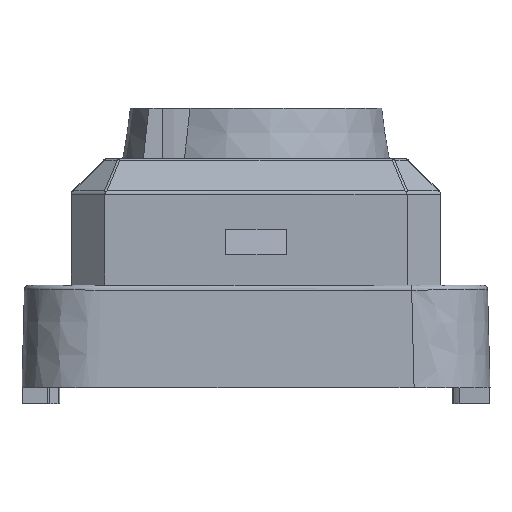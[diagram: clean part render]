
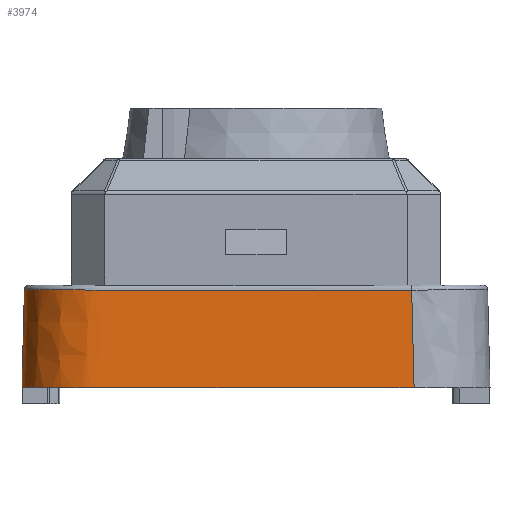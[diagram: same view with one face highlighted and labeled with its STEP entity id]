
A CAD part, front view. The second image highlights one B-rep face of the part: STEP entity #3974.
In plain terms, the highlighted free-form (B-spline) face has degree [3, 3] with [10, 4] control points.
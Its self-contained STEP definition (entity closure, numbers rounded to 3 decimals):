
#56=ELLIPSE('',#4395,0.201,0.2);
#322=CIRCLE('',#4399,2128.637);
#394=B_SPLINE_CURVE_WITH_KNOTS('',3,(#7694,#7695,#7696,#7697,#7698,#7699,
#7700,#7701),.UNSPECIFIED.,.F.,.F.,(4,1,1,1,1,4),(-1.23,-1.169,
-1.108,-0.985,-0.739,0.),
 .UNSPECIFIED.);
#397=B_SPLINE_CURVE_WITH_KNOTS('',3,(#7736,#7737,#7738,#7739,#7740,#7741,
#7742,#7743,#7744,#7745),.UNSPECIFIED.,.F.,.F.,(4,3,3,4),(-2.134,
-1.693,-1.668,-1.668),.UNSPECIFIED.);
#398=B_SPLINE_CURVE_WITH_KNOTS('',3,(#7746,#7747,#7748,#7749,#7750,#7751,
#7752,#7753,#7754,#7755,#7756),.UNSPECIFIED.,.F.,.F.,(4,2,1,1,1,2,4),(-1.668,
-1.668,-1.646,-1.58,-1.493,
-1.231,-1.23),.UNSPECIFIED.);
#403=B_SPLINE_CURVE_WITH_KNOTS('',3,(#7977,#7978,#7979,#7980,#7981,#7982,
#7983,#7984,#7985,#7986),.UNSPECIFIED.,.F.,.F.,(4,2,1,1,2,4),(0.696,
0.747,0.775,0.81,0.817,1.),
 .UNSPECIFIED.);
#413=B_SPLINE_SURFACE_WITH_KNOTS('',3,3,((#7933,#7934,#7935,#7936),(#7937,
#7938,#7939,#7940),(#7941,#7942,#7943,#7944),(#7945,#7946,#7947,#7948),
(#7949,#7950,#7951,#7952),(#7953,#7954,#7955,#7956),(#7957,#7958,#7959,
#7960),(#7961,#7962,#7963,#7964),(#7965,#7966,#7967,#7968),(#7969,#7970,
#7971,#7972)),.UNSPECIFIED.,.F.,.F.,.F.,(4,2,1,1,2,4),(4,4),(0.677,
0.747,0.775,0.81,0.817,1.),
(0.048,1.),.UNSPECIFIED.);
#568=FACE_OUTER_BOUND('',#800,.T.);
#800=EDGE_LOOP('',(#3292,#3293,#3294,#3295,#3296,#3297,#3298,#3299));
#1116=LINE('',#7920,#1455);
#1118=LINE('',#7976,#1457);
#1455=VECTOR('',#5407,4.052);
#1457=VECTOR('',#5413,10.);
#1858=VERTEX_POINT('',#7692);
#1859=VERTEX_POINT('',#7693);
#1862=VERTEX_POINT('',#7720);
#1863=VERTEX_POINT('',#7735);
#1866=VERTEX_POINT('',#7882);
#1867=VERTEX_POINT('',#7919);
#1870=VERTEX_POINT('',#7973);
#1871=VERTEX_POINT('',#7975);
#2380=EDGE_CURVE('',#1858,#1859,#394,.T.);
#2384=EDGE_CURVE('',#1862,#1863,#397,.T.);
#2385=EDGE_CURVE('',#1863,#1858,#398,.T.);
#2390=EDGE_CURVE('',#1866,#1862,#56,.T.);
#2393=EDGE_CURVE('',#1859,#1867,#1116,.T.);
#2397=EDGE_CURVE('',#1866,#1870,#322,.T.);
#2398=EDGE_CURVE('',#1870,#1871,#1118,.T.);
#2399=EDGE_CURVE('',#1871,#1867,#403,.T.);
#3292=ORIENTED_EDGE('',*,*,#2380,.F.);
#3293=ORIENTED_EDGE('',*,*,#2385,.F.);
#3294=ORIENTED_EDGE('',*,*,#2384,.F.);
#3295=ORIENTED_EDGE('',*,*,#2390,.F.);
#3296=ORIENTED_EDGE('',*,*,#2397,.T.);
#3297=ORIENTED_EDGE('',*,*,#2398,.T.);
#3298=ORIENTED_EDGE('',*,*,#2399,.T.);
#3299=ORIENTED_EDGE('',*,*,#2393,.F.);
#3974=ADVANCED_FACE('',(#568),#413,.F.);
#4395=AXIS2_PLACEMENT_3D('',#7884,#5401,#5402);
#4399=AXIS2_PLACEMENT_3D('',#7974,#5411,#5412);
#5401=DIRECTION('center_axis',(1.,0.,-0.025));
#5402=DIRECTION('ref_axis',(0.006,0.971,0.239));
#5407=DIRECTION('',(0.025,-0.025,-0.999));
#5411=DIRECTION('center_axis',(1.,0.,-0.025));
#5412=DIRECTION('ref_axis',(0.,-1.,0.));
#5413=DIRECTION('',(0.,-1.,0.));
#7692=CARTESIAN_POINT('',(3.095,0.094,3.855));
#7693=CARTESIAN_POINT('',(15.405,0.095,3.855));
#7694=CARTESIAN_POINT('Ctrl Pts',(3.095,0.094,3.855));
#7695=CARTESIAN_POINT('Ctrl Pts',(3.314,0.095,3.855));
#7696=CARTESIAN_POINT('Ctrl Pts',(3.706,0.094,3.855));
#7697=CARTESIAN_POINT('Ctrl Pts',(4.535,0.095,3.855));
#7698=CARTESIAN_POINT('Ctrl Pts',(5.966,0.095,3.855));
#7699=CARTESIAN_POINT('Ctrl Pts',(9.663,0.095,3.855));
#7700=CARTESIAN_POINT('Ctrl Pts',(12.943,0.095,3.855));
#7701=CARTESIAN_POINT('Ctrl Pts',(15.405,0.095,3.855));
#7720=CARTESIAN_POINT('',(0.095,7.753,3.855));
#7735=CARTESIAN_POINT('',(0.095,3.095,3.855));
#7736=CARTESIAN_POINT('Ctrl Pts',(0.095,7.753,3.855));
#7737=CARTESIAN_POINT('Ctrl Pts',(0.095,6.286,3.855));
#7738=CARTESIAN_POINT('Ctrl Pts',(0.095,4.819,3.855));
#7739=CARTESIAN_POINT('Ctrl Pts',(0.095,3.349,3.855));
#7740=CARTESIAN_POINT('Ctrl Pts',(0.095,3.264,3.855));
#7741=CARTESIAN_POINT('Ctrl Pts',(0.095,3.18,3.855));
#7742=CARTESIAN_POINT('Ctrl Pts',(0.095,3.096,3.855));
#7743=CARTESIAN_POINT('Ctrl Pts',(0.095,3.096,3.855));
#7744=CARTESIAN_POINT('Ctrl Pts',(0.095,3.095,3.855));
#7745=CARTESIAN_POINT('Ctrl Pts',(0.095,3.095,3.855));
#7746=CARTESIAN_POINT('Ctrl Pts',(0.095,3.095,3.855));
#7747=CARTESIAN_POINT('Ctrl Pts',(0.095,3.094,3.855));
#7748=CARTESIAN_POINT('Ctrl Pts',(0.095,3.093,3.855));
#7749=CARTESIAN_POINT('Ctrl Pts',(0.095,3.02,3.855));
#7750=CARTESIAN_POINT('Ctrl Pts',(0.107,2.702,3.856));
#7751=CARTESIAN_POINT('Ctrl Pts',(0.232,2.085,3.856));
#7752=CARTESIAN_POINT('Ctrl Pts',(0.91,0.731,3.858));
#7753=CARTESIAN_POINT('Ctrl Pts',(2.15,0.089,3.856));
#7754=CARTESIAN_POINT('Ctrl Pts',(3.092,0.094,3.855));
#7755=CARTESIAN_POINT('Ctrl Pts',(3.093,0.094,3.855));
#7756=CARTESIAN_POINT('Ctrl Pts',(3.095,0.094,3.855));
#7882=CARTESIAN_POINT('',(0.095,7.753,3.85));
#7884=CARTESIAN_POINT('Origin',(0.095,7.552,3.85));
#7919=CARTESIAN_POINT('',(15.5,0.,0.));
#7920=CARTESIAN_POINT('',(15.4,0.1,4.05));
#7933=CARTESIAN_POINT('Ctrl Pts',(0.095,7.775,3.857));
#7934=CARTESIAN_POINT('Ctrl Pts',(0.063,7.767,2.571));
#7935=CARTESIAN_POINT('Ctrl Pts',(0.032,7.758,1.286));
#7936=CARTESIAN_POINT('Ctrl Pts',(0.,7.75,0.));
#7937=CARTESIAN_POINT('Ctrl Pts',(0.095,6.215,3.857));
#7938=CARTESIAN_POINT('Ctrl Pts',(0.064,6.196,2.571));
#7939=CARTESIAN_POINT('Ctrl Pts',(0.032,6.178,1.286));
#7940=CARTESIAN_POINT('Ctrl Pts',(0.,6.159,
0.));
#7941=CARTESIAN_POINT('Ctrl Pts',(0.095,4.655,3.857));
#7942=CARTESIAN_POINT('Ctrl Pts',(0.063,4.627,2.571));
#7943=CARTESIAN_POINT('Ctrl Pts',(0.032,4.599,1.286));
#7944=CARTESIAN_POINT('Ctrl Pts',(0.,4.572,
0.));
#7945=CARTESIAN_POINT('Ctrl Pts',(0.095,2.473,3.857));
#7946=CARTESIAN_POINT('Ctrl Pts',(0.063,2.44,2.571));
#7947=CARTESIAN_POINT('Ctrl Pts',(0.031,2.406,1.286));
#7948=CARTESIAN_POINT('Ctrl Pts',(0.,2.373,
0.));
#7949=CARTESIAN_POINT('Ctrl Pts',(0.55,1.052,3.857));
#7950=CARTESIAN_POINT('Ctrl Pts',(0.52,1.021,2.571));
#7951=CARTESIAN_POINT('Ctrl Pts',(0.489,0.989,1.286));
#7952=CARTESIAN_POINT('Ctrl Pts',(0.459,0.957,0.));
#7953=CARTESIAN_POINT('Ctrl Pts',(1.999,0.161,3.857));
#7954=CARTESIAN_POINT('Ctrl Pts',(1.966,0.13,2.571));
#7955=CARTESIAN_POINT('Ctrl Pts',(1.932,0.099,1.286));
#7956=CARTESIAN_POINT('Ctrl Pts',(1.898,0.068,0.));
#7957=CARTESIAN_POINT('Ctrl Pts',(2.94,0.095,3.857));
#7958=CARTESIAN_POINT('Ctrl Pts',(2.908,0.063,2.571));
#7959=CARTESIAN_POINT('Ctrl Pts',(2.875,0.032,1.286));
#7960=CARTESIAN_POINT('Ctrl Pts',(2.843,0.,
0.));
#7961=CARTESIAN_POINT('Ctrl Pts',(7.196,0.093,3.857));
#7962=CARTESIAN_POINT('Ctrl Pts',(7.175,0.061,2.571));
#7963=CARTESIAN_POINT('Ctrl Pts',(7.154,0.03,1.286));
#7964=CARTESIAN_POINT('Ctrl Pts',(7.132,-0.002,
0.));
#7965=CARTESIAN_POINT('Ctrl Pts',(11.303,0.095,3.857));
#7966=CARTESIAN_POINT('Ctrl Pts',(11.324,0.063,2.571));
#7967=CARTESIAN_POINT('Ctrl Pts',(11.346,0.032,1.286));
#7968=CARTESIAN_POINT('Ctrl Pts',(11.367,0.,0.));
#7969=CARTESIAN_POINT('Ctrl Pts',(15.405,0.095,3.857));
#7970=CARTESIAN_POINT('Ctrl Pts',(15.437,0.063,2.571));
#7971=CARTESIAN_POINT('Ctrl Pts',(15.468,0.032,1.286));
#7972=CARTESIAN_POINT('Ctrl Pts',(15.5,0.,0.));
#7973=CARTESIAN_POINT('',(0.,7.75,0.));
#7974=CARTESIAN_POINT('Origin',(-0.005,2136.387,0.002));
#7975=CARTESIAN_POINT('',(0.,6.5,0.));
#7976=CARTESIAN_POINT('',(0.,7.75,0.));
#7977=CARTESIAN_POINT('Ctrl Pts',(0.,6.5,
0.));
#7978=CARTESIAN_POINT('Ctrl Pts',(0.,5.328,
0.));
#7979=CARTESIAN_POINT('Ctrl Pts',(0.,4.16,
0.));
#7980=CARTESIAN_POINT('Ctrl Pts',(0.,2.373,
0.));
#7981=CARTESIAN_POINT('Ctrl Pts',(0.459,0.957,0.));
#7982=CARTESIAN_POINT('Ctrl Pts',(1.898,0.068,0.));
#7983=CARTESIAN_POINT('Ctrl Pts',(2.843,0.,
0.));
#7984=CARTESIAN_POINT('Ctrl Pts',(7.132,-0.002,
0.));
#7985=CARTESIAN_POINT('Ctrl Pts',(11.367,0.,0.));
#7986=CARTESIAN_POINT('Ctrl Pts',(15.5,0.,0.));
